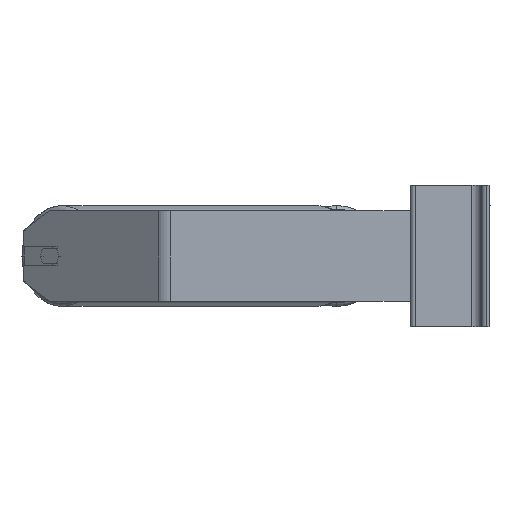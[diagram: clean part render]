
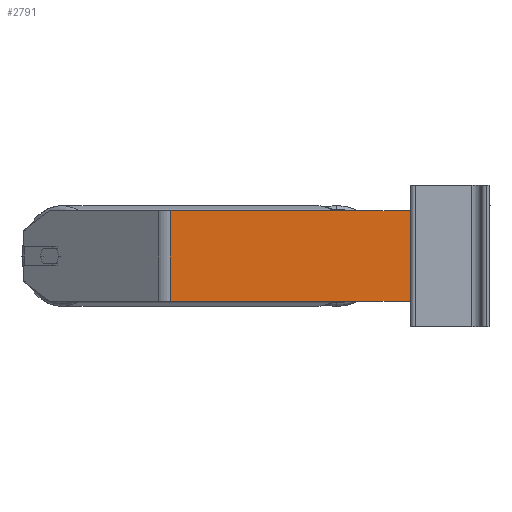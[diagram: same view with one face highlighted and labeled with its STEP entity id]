
A CAD part, left-side view. The second image highlights one B-rep face of the part: STEP entity #2791.
In plain terms, the highlighted planar face has unit normal (-1, 0, 0).
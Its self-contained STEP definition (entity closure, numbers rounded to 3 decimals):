
#2 = CARTESIAN_POINT ( 'NONE',  ( -588., 18., 40. ) ) ;
#54 = DIRECTION ( 'NONE',  ( 0., 1., 0. ) ) ;
#561 = VERTEX_POINT ( 'NONE', #5783 ) ;
#959 = CARTESIAN_POINT ( 'NONE',  ( -588., 229.63, 40. ) ) ;
#1799 = EDGE_LOOP ( 'NONE', ( #7045, #2563, #7169, #7257 ) ) ;
#2105 = CARTESIAN_POINT ( 'NONE',  ( -588., 235.453, -40. ) ) ;
#2401 = AXIS2_PLACEMENT_3D ( 'NONE', #6845, #5085, #54 ) ;
#2476 = CARTESIAN_POINT ( 'NONE',  ( -588., 18., -40. ) ) ;
#2492 = VECTOR ( 'NONE', #9207, 1000. ) ;
#2563 = ORIENTED_EDGE ( 'NONE', *, *, #5134, .F. ) ;
#2632 = LINE ( 'NONE', #2, #10154 ) ;
#2791 = ADVANCED_FACE ( 'NONE', ( #4276 ), #5145, .F. ) ;
#3120 = VERTEX_POINT ( 'NONE', #6359 ) ;
#3353 = DIRECTION ( 'NONE',  ( 0., 0., -1. ) ) ;
#3368 = VERTEX_POINT ( 'NONE', #2476 ) ;
#3495 = LINE ( 'NONE', #959, #5784 ) ;
#3730 = VECTOR ( 'NONE', #5517, 1000. ) ;
#4276 = FACE_OUTER_BOUND ( 'NONE', #1799, .T. ) ;
#5085 = DIRECTION ( 'NONE',  ( 1., 0., 0. ) ) ;
#5134 = EDGE_CURVE ( 'NONE', #561, #3368, #2632, .T. ) ;
#5145 = PLANE ( 'NONE',  #2401 ) ;
#5517 = DIRECTION ( 'NONE',  ( 0., -1., 0. ) ) ;
#5783 = CARTESIAN_POINT ( 'NONE',  ( -588., 18., 40. ) ) ;
#5784 = VECTOR ( 'NONE', #8544, 1000. ) ;
#5842 = CARTESIAN_POINT ( 'NONE',  ( -588., 235.453, 40. ) ) ;
#6359 = CARTESIAN_POINT ( 'NONE',  ( -588., 229.63, -40. ) ) ;
#6845 = CARTESIAN_POINT ( 'NONE',  ( -588., 235.453, 40. ) ) ;
#6935 = EDGE_CURVE ( 'NONE', #8395, #3120, #3495, .T. ) ;
#7045 = ORIENTED_EDGE ( 'NONE', *, *, #9326, .T. ) ;
#7169 = ORIENTED_EDGE ( 'NONE', *, *, #10758, .F. ) ;
#7257 = ORIENTED_EDGE ( 'NONE', *, *, #6935, .T. ) ;
#8209 = LINE ( 'NONE', #5842, #2492 ) ;
#8395 = VERTEX_POINT ( 'NONE', #9404 ) ;
#8544 = DIRECTION ( 'NONE',  ( 0., 0., -1. ) ) ;
#9207 = DIRECTION ( 'NONE',  ( 0., -1., 0. ) ) ;
#9326 = EDGE_CURVE ( 'NONE', #3120, #3368, #10658, .T. ) ;
#9404 = CARTESIAN_POINT ( 'NONE',  ( -588., 229.63, 40. ) ) ;
#10154 = VECTOR ( 'NONE', #3353, 1000. ) ;
#10658 = LINE ( 'NONE', #2105, #3730 ) ;
#10758 = EDGE_CURVE ( 'NONE', #8395, #561, #8209, .T. ) ;
